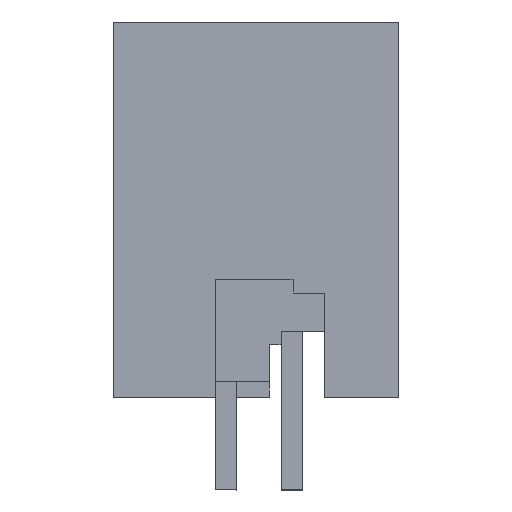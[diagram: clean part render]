
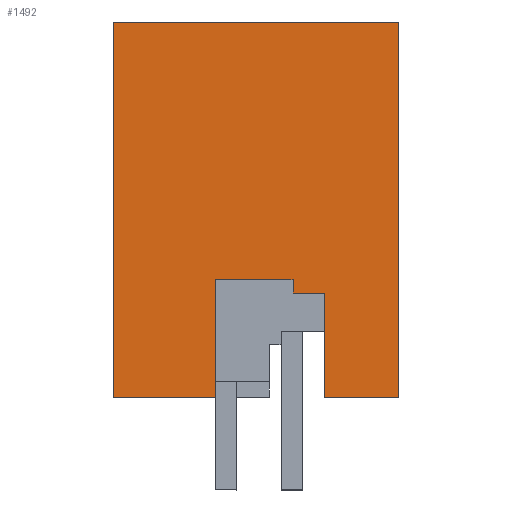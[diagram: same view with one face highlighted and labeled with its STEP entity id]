
A CAD part, left-side view. The second image highlights one B-rep face of the part: STEP entity #1492.
In plain terms, the highlighted planar face has unit normal (-1, 0, 0).
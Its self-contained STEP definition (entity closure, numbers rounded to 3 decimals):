
#1438=AXIS2_PLACEMENT_3D('Plane Axis2P3D',#1435,#1436,#1437) ;
#183=CARTESIAN_POINT('Vertex',(0.,10.8,17.7)) ;
#186=CARTESIAN_POINT('Line Origine',(0.,5.4,17.7)) ;
#190=CARTESIAN_POINT('Vertex',(0.,0.,17.7)) ;
#647=CARTESIAN_POINT('Vertex',(0.,0.,3.5)) ;
#650=CARTESIAN_POINT('Line Origine',(0.,0.,10.6)) ;
#667=CARTESIAN_POINT('Line Origine',(0.,1.4,3.5)) ;
#671=CARTESIAN_POINT('Vertex',(0.,2.8,3.5)) ;
#943=CARTESIAN_POINT('Vertex',(0.,10.8,3.5)) ;
#946=CARTESIAN_POINT('Line Origine',(0.,10.8,10.6)) ;
#1435=CARTESIAN_POINT('Axis2P3D Location',(0.,10.8,12.7)) ;
#1440=CARTESIAN_POINT('Line Origine',(0.,8.875,3.5)) ;
#1444=CARTESIAN_POINT('Vertex',(0.,6.95,3.5)) ;
#1447=CARTESIAN_POINT('Line Origine',(0.,6.95,5.725)) ;
#1451=CARTESIAN_POINT('Vertex',(0.,6.95,7.95)) ;
#1454=CARTESIAN_POINT('Line Origine',(0.,5.475,7.95)) ;
#1458=CARTESIAN_POINT('Vertex',(0.,4.,7.95)) ;
#1461=CARTESIAN_POINT('Line Origine',(0.,4.,7.7)) ;
#1465=CARTESIAN_POINT('Vertex',(0.,4.,7.45)) ;
#1468=CARTESIAN_POINT('Line Origine',(0.,3.4,7.45)) ;
#1472=CARTESIAN_POINT('Vertex',(0.,2.8,7.45)) ;
#1475=CARTESIAN_POINT('Line Origine',(0.,2.8,5.475)) ;
#187=DIRECTION('Vector Direction',(0.,-1.,0.)) ;
#651=DIRECTION('Vector Direction',(0.,0.,1.)) ;
#668=DIRECTION('Vector Direction',(0.,-1.,0.)) ;
#947=DIRECTION('Vector Direction',(0.,0.,1.)) ;
#1436=DIRECTION('Axis2P3D Direction',(1.,0.,0.)) ;
#1437=DIRECTION('Axis2P3D XDirection',(0.,1.,0.)) ;
#1441=DIRECTION('Vector Direction',(0.,-1.,0.)) ;
#1448=DIRECTION('Vector Direction',(0.,0.,-1.)) ;
#1455=DIRECTION('Vector Direction',(0.,-1.,0.)) ;
#1462=DIRECTION('Vector Direction',(0.,0.,-1.)) ;
#1469=DIRECTION('Vector Direction',(0.,-1.,0.)) ;
#1476=DIRECTION('Vector Direction',(0.,0.,-1.)) ;
#188=VECTOR('Line Direction',#187,1.) ;
#652=VECTOR('Line Direction',#651,1.) ;
#669=VECTOR('Line Direction',#668,1.) ;
#948=VECTOR('Line Direction',#947,1.) ;
#1442=VECTOR('Line Direction',#1441,1.) ;
#1449=VECTOR('Line Direction',#1448,1.) ;
#1456=VECTOR('Line Direction',#1455,1.) ;
#1463=VECTOR('Line Direction',#1462,1.) ;
#1470=VECTOR('Line Direction',#1469,1.) ;
#1477=VECTOR('Line Direction',#1476,1.) ;
#1481=ORIENTED_EDGE('',*,*,#673,.T.) ;
#1482=ORIENTED_EDGE('',*,*,#654,.T.) ;
#1483=ORIENTED_EDGE('',*,*,#192,.F.) ;
#1484=ORIENTED_EDGE('',*,*,#950,.F.) ;
#1485=ORIENTED_EDGE('',*,*,#1446,.T.) ;
#1486=ORIENTED_EDGE('',*,*,#1453,.F.) ;
#1487=ORIENTED_EDGE('',*,*,#1460,.T.) ;
#1488=ORIENTED_EDGE('',*,*,#1467,.T.) ;
#1489=ORIENTED_EDGE('',*,*,#1474,.T.) ;
#1490=ORIENTED_EDGE('',*,*,#1479,.T.) ;
#1492=ADVANCED_FACE('HOUSING',(#1491),#1439,.F.) ;
#192=EDGE_CURVE('',#184,#191,#189,.T.) ;
#654=EDGE_CURVE('',#648,#191,#653,.T.) ;
#673=EDGE_CURVE('',#672,#648,#670,.T.) ;
#950=EDGE_CURVE('',#944,#184,#949,.T.) ;
#1446=EDGE_CURVE('',#944,#1445,#1443,.T.) ;
#1453=EDGE_CURVE('',#1452,#1445,#1450,.T.) ;
#1460=EDGE_CURVE('',#1452,#1459,#1457,.T.) ;
#1467=EDGE_CURVE('',#1459,#1466,#1464,.T.) ;
#1474=EDGE_CURVE('',#1466,#1473,#1471,.T.) ;
#1479=EDGE_CURVE('',#1473,#672,#1478,.T.) ;
#1480=EDGE_LOOP('',(#1481,#1482,#1483,#1484,#1485,#1486,#1487,#1488,#1489,#1490)) ;
#1491=FACE_OUTER_BOUND('',#1480,.T.) ;
#189=LINE('Line',#186,#188) ;
#653=LINE('Line',#650,#652) ;
#670=LINE('Line',#667,#669) ;
#949=LINE('Line',#946,#948) ;
#1443=LINE('Line',#1440,#1442) ;
#1450=LINE('Line',#1447,#1449) ;
#1457=LINE('Line',#1454,#1456) ;
#1464=LINE('Line',#1461,#1463) ;
#1471=LINE('Line',#1468,#1470) ;
#1478=LINE('Line',#1475,#1477) ;
#1439=PLANE('',#1438) ;
#184=VERTEX_POINT('',#183) ;
#191=VERTEX_POINT('',#190) ;
#648=VERTEX_POINT('',#647) ;
#672=VERTEX_POINT('',#671) ;
#944=VERTEX_POINT('',#943) ;
#1445=VERTEX_POINT('',#1444) ;
#1452=VERTEX_POINT('',#1451) ;
#1459=VERTEX_POINT('',#1458) ;
#1466=VERTEX_POINT('',#1465) ;
#1473=VERTEX_POINT('',#1472) ;
